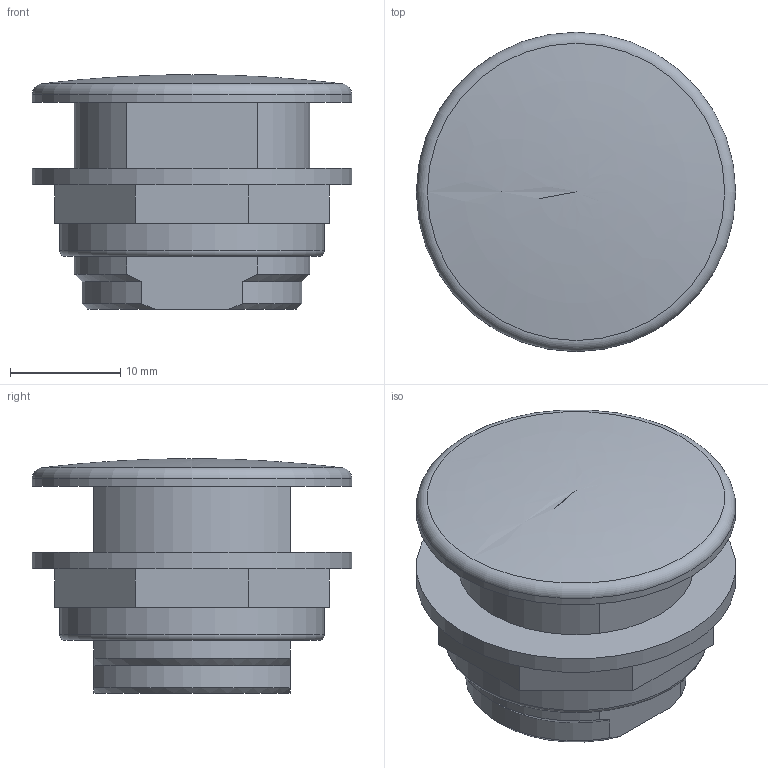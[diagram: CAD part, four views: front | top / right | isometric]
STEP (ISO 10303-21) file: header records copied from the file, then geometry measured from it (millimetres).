
FILE_DESCRIPTION(/* description */ (''),/* implementation_level */ '2;1');
FILE_NAME(/* name */ '3d_LPXA130.stp',/* time_stamp */ '2019-09-03T14:45:21+02:00',/* author */ ('Andrzej'),/* organization */ (''),/* preprocessor_version */ 'ST-DEVELOPER v16.13',/* originating_system */ 'AutoCAD Mechanical',/* authorisation */ '');
FILE_SCHEMA (('AUTOMOTIVE_DESIGN { 1 0 10303 214 3 1 1 }'));
Length unit declared in the file: centimetre
Products named in the file (1): Product
Bounding box: 29 x 29 x 21.3 mm (x, y, z)
Volume: 8733.3 mm3; surface area: 4410 mm2
Topology: 2 solids, 2 shells, 31 faces, 73 edges, 48 vertices
Faces by surface type: plane 16, cylinder 8, cone 4, torus 2, bspline 1
Full cylindrical faces by diameter (mm): 21.4 x1, 24 x1, 29 x2
Entity records: 896 total; most frequent: CARTESIAN_POINT 190, DIRECTION 140, ORIENTED_EDGE 132, EDGE_CURVE 66, AXIS2_PLACEMENT_3D 52, VERTEX_POINT 48, EDGE_LOOP 42, LINE 36
